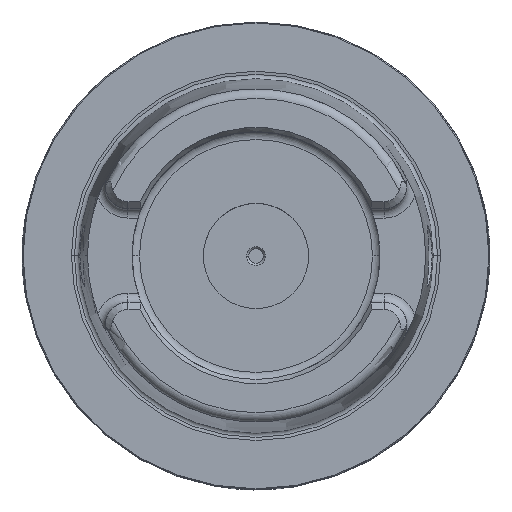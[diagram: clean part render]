
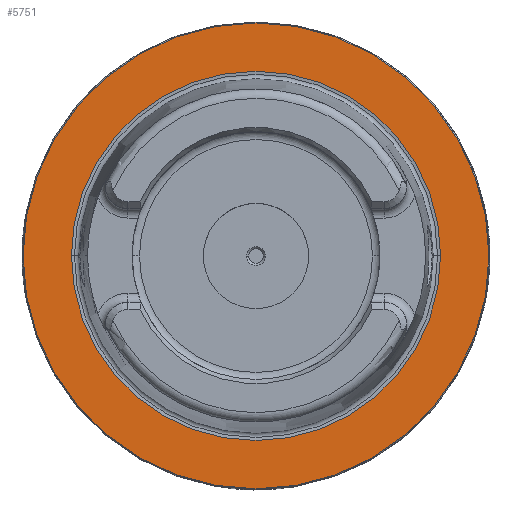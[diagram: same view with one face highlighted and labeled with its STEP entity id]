
A CAD part, top view. The second image highlights one B-rep face of the part: STEP entity #5751.
In plain terms, the highlighted planar face has unit normal (0, 0, 1).
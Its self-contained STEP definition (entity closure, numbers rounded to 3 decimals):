
#1748=CARTESIAN_POINT('',(0.,0.,0.));
#1749=DIRECTION('',(0.,0.,1.));
#1750=DIRECTION('',(1.,0.,0.));
#1751=AXIS2_PLACEMENT_3D('',#1748,#1749,#1750);
#1764=CARTESIAN_POINT('',(0.,0.,0.));
#1765=DIRECTION('',(0.,0.,-1.));
#1766=DIRECTION('',(1.,0.,0.));
#1767=AXIS2_PLACEMENT_3D('',#1764,#1765,#1766);
#1786=CARTESIAN_POINT('',(0.,0.,0.));
#1787=DIRECTION('',(0.,0.,1.));
#1788=DIRECTION('',(1.,0.,0.));
#1789=AXIS2_PLACEMENT_3D('',#1786,#1787,#1788);
#4207=CARTESIAN_POINT('',(0.,0.,0.));
#4208=DIRECTION('',(0.,0.,-1.));
#4209=DIRECTION('',(1.,0.,0.));
#4210=AXIS2_PLACEMENT_3D('',#4207,#4208,#4209);
#4237=CARTESIAN_POINT('',(39.464,0.,0.));
#4239=VERTEX_POINT('',#4237);
#4249=CARTESIAN_POINT('',(-39.464,0.,0.));
#4251=VERTEX_POINT('',#4249);
#4459=CARTESIAN_POINT('',(49.8,0.,0.));
#4460=CARTESIAN_POINT('',(-49.8,0.,0.));
#4461=VERTEX_POINT('',#4459);
#4462=VERTEX_POINT('',#4460);
#5735=CARTESIAN_POINT('',(0.,0.,0.));
#5736=DIRECTION('',(0.,0.,-1.));
#5737=DIRECTION('',(-1.,0.,0.));
#5738=AXIS2_PLACEMENT_3D('',#5735,#5736,#5737);
#5739=PLANE('',#5738);
#5740=ORIENTED_EDGE('',*,*,#5725,.F.);
#5742=ORIENTED_EDGE('',*,*,#5741,.T.);
#5743=EDGE_LOOP('',(#5740,#5742));
#5744=FACE_OUTER_BOUND('',#5743,.F.);
#5746=ORIENTED_EDGE('',*,*,#5745,.F.);
#5748=ORIENTED_EDGE('',*,*,#5747,.T.);
#5749=EDGE_LOOP('',(#5746,#5748));
#5750=FACE_BOUND('',#5749,.F.);
#1752=CIRCLE('',#1751,49.8);
#1768=CIRCLE('',#1767,39.464);
#1790=CIRCLE('',#1789,39.464);
#4211=CIRCLE('',#4210,49.8);
#5725=EDGE_CURVE('',#4461,#4462,#1752,.T.);
#5741=EDGE_CURVE('',#4461,#4462,#4211,.T.);
#5745=EDGE_CURVE('',#4239,#4251,#1768,.T.);
#5747=EDGE_CURVE('',#4239,#4251,#1790,.T.);
#5751=ADVANCED_FACE('',(#5744,#5750),#5739,.F.);
